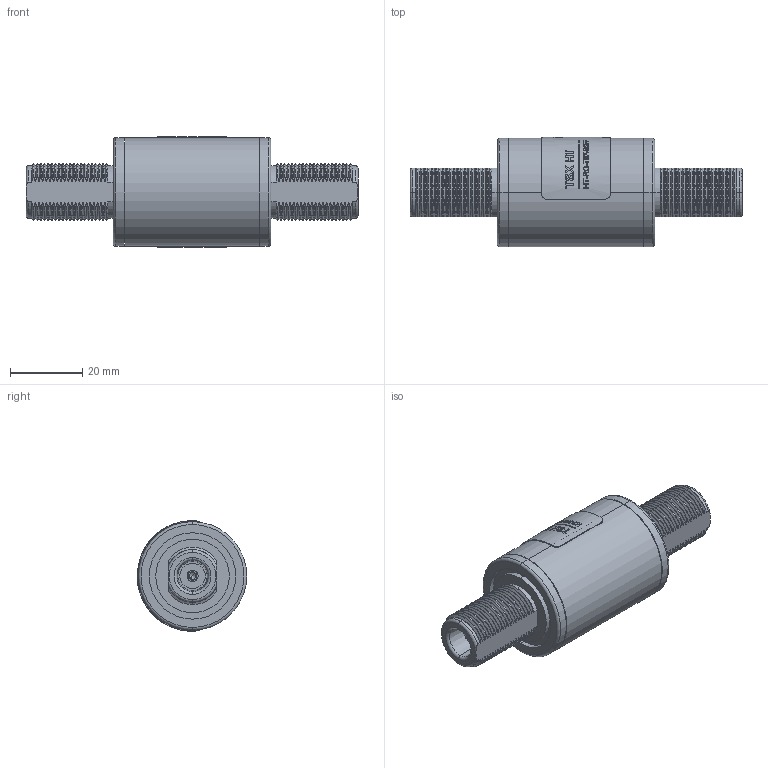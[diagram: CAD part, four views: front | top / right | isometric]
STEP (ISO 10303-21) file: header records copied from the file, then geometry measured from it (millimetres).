
FILE_DESCRIPTION (( 'STEP AP214' ), '1' );
FILE_NAME ('HT-RO-TSX-BNFF.STEP', '2019-07-30T19:36:06', ( '' ), ( '' ), 'SwSTEP 2.0', 'SolidWorks 2019', '' );
FILE_SCHEMA (( 'AUTOMOTIVE_DESIGN' ));
Length unit declared in the file: inch
Products named in the file (8): 2801-9026; 5800-0274; HT-RO-TSX-BNFF; 2003-3454-1; 7040-0092; 4052-0047; 2811-0005; 5800-0276
Assembly tree (12 placements, depth 2):
  HT-RO-TSX-BNFF
    5800-0276
    2801-9026  x2
    4052-0047  x2
    5800-0274  x2
    2811-0005  x2
    7040-0092  x2
    2003-3454-1
Bounding box: 91.72 x 30.25 x 30.49 mm (x, y, z)
Volume: 27765.5 mm3; surface area: 23303.6 mm2
Topology: 12 solids, 12 shells, 1583 faces, 4043 edges, 2546 vertices
Faces by surface type: cylinder 542, cone 428, plane 385, bspline 192, torus 36
Entity records: 49931 total; most frequent: CARTESIAN_POINT 17815, ORIENTED_EDGE 5580, DIRECTION 4714, EDGE_CURVE 2790, AXIS2_PLACEMENT_3D 1846, VERTEX_POINT 1786, EDGE_LOOP 1144, FACE_OUTER_BOUND 1077
